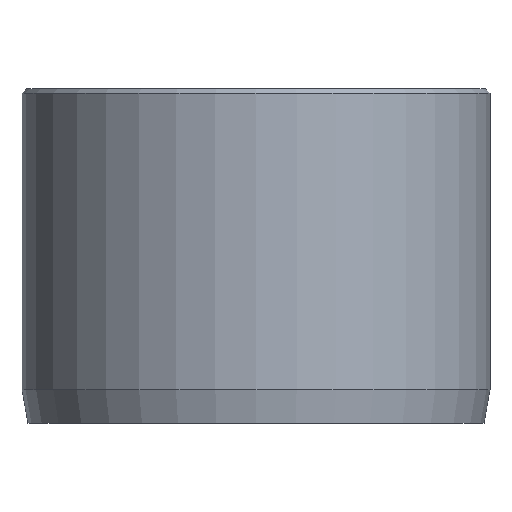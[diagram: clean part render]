
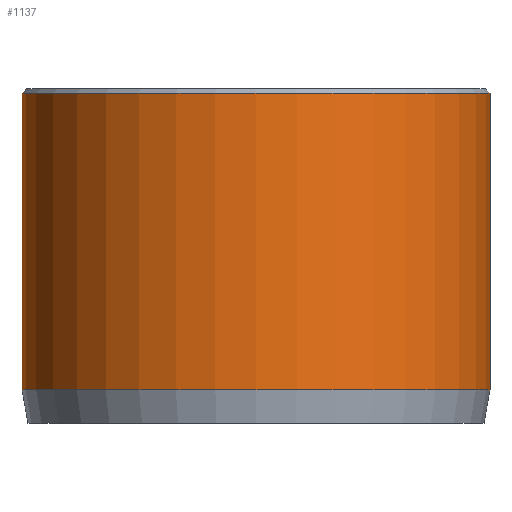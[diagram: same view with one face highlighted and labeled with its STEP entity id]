
A CAD part, front view. The second image highlights one B-rep face of the part: STEP entity #1137.
In plain terms, the highlighted cylindrical face has radius 10.5 mm (diameter 21 mm), a partial arc.
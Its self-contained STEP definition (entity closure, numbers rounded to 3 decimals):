
#1 = DIRECTION ( 'NONE',  ( 0., 0., -1. ) ) ;
#12 = DIRECTION ( 'NONE',  ( 0., 0., -1. ) ) ;
#49 = CARTESIAN_POINT ( 'NONE',  ( 0., 0., 14.8 ) ) ;
#67 = CARTESIAN_POINT ( 'NONE',  ( 0., 0., 1.5 ) ) ;
#186 = DIRECTION ( 'NONE',  ( 1., 0., 0. ) ) ;
#198 = VERTEX_POINT ( 'NONE', #1097 ) ;
#245 = VERTEX_POINT ( 'NONE', #885 ) ;
#259 = EDGE_LOOP ( 'NONE', ( #316, #942, #1018, #450 ) ) ;
#288 = DIRECTION ( 'NONE',  ( 0., 0., -1. ) ) ;
#316 = ORIENTED_EDGE ( 'NONE', *, *, #791, .F. ) ;
#378 = LINE ( 'NONE', #982, #836 ) ;
#429 = LINE ( 'NONE', #627, #644 ) ;
#450 = ORIENTED_EDGE ( 'NONE', *, *, #822, .T. ) ;
#545 = VERTEX_POINT ( 'NONE', #568 ) ;
#561 = EDGE_CURVE ( 'NONE', #962, #198, #1041, .T. ) ;
#568 = CARTESIAN_POINT ( 'NONE',  ( -10.5, 0., 1.5 ) ) ;
#585 = CIRCLE ( 'NONE', #690, 10.5 ) ;
#597 = FACE_OUTER_BOUND ( 'NONE', #259, .T. ) ;
#627 = CARTESIAN_POINT ( 'NONE',  ( -10.5, 0., 15. ) ) ;
#644 = VECTOR ( 'NONE', #732, 1000. ) ;
#690 = AXIS2_PLACEMENT_3D ( 'NONE', #67, #795, #186 ) ;
#732 = DIRECTION ( 'NONE',  ( 0., 0., -1. ) ) ;
#742 = CARTESIAN_POINT ( 'NONE',  ( 0., 0., 15. ) ) ;
#791 = EDGE_CURVE ( 'NONE', #962, #245, #378, .T. ) ;
#795 = DIRECTION ( 'NONE',  ( 0., 0., 1. ) ) ;
#822 = EDGE_CURVE ( 'NONE', #545, #245, #585, .T. ) ;
#836 = VECTOR ( 'NONE', #288, 1000. ) ;
#884 = AXIS2_PLACEMENT_3D ( 'NONE', #49, #1, #1269 ) ;
#885 = CARTESIAN_POINT ( 'NONE',  ( 10.5, 0., 1.5 ) ) ;
#942 = ORIENTED_EDGE ( 'NONE', *, *, #561, .T. ) ;
#962 = VERTEX_POINT ( 'NONE', #1277 ) ;
#982 = CARTESIAN_POINT ( 'NONE',  ( 10.5, 0., 15. ) ) ;
#1002 = AXIS2_PLACEMENT_3D ( 'NONE', #742, #12, #1022 ) ;
#1018 = ORIENTED_EDGE ( 'NONE', *, *, #1036, .T. ) ;
#1022 = DIRECTION ( 'NONE',  ( -1., 0., 0. ) ) ;
#1036 = EDGE_CURVE ( 'NONE', #198, #545, #429, .T. ) ;
#1041 = CIRCLE ( 'NONE', #884, 10.5 ) ;
#1075 = CYLINDRICAL_SURFACE ( 'NONE', #1002, 10.5 ) ;
#1097 = CARTESIAN_POINT ( 'NONE',  ( -10.5, 0., 14.8 ) ) ;
#1137 = ADVANCED_FACE ( 'NONE', ( #597 ), #1075, .T. ) ;
#1269 = DIRECTION ( 'NONE',  ( 1., 0., 0. ) ) ;
#1277 = CARTESIAN_POINT ( 'NONE',  ( 10.5, 0., 14.8 ) ) ;
